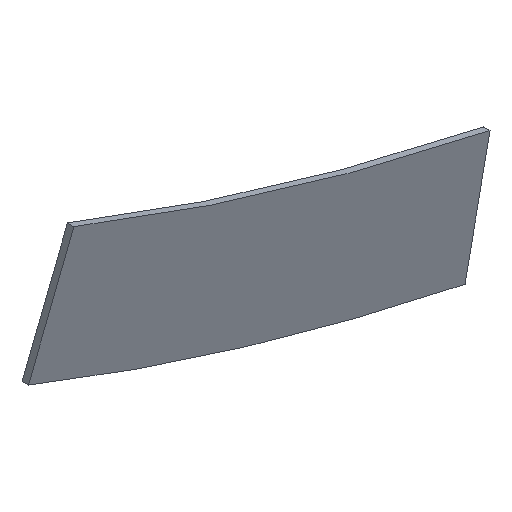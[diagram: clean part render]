
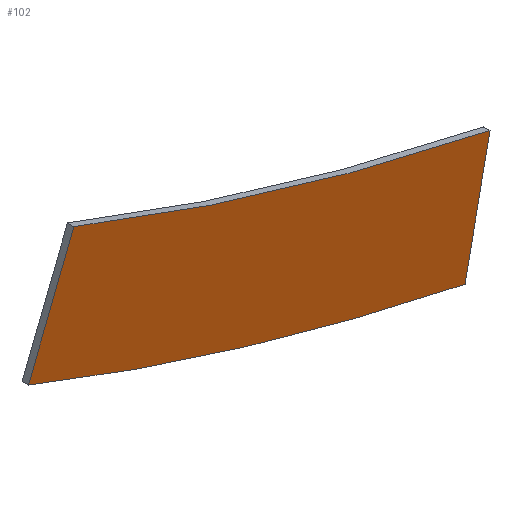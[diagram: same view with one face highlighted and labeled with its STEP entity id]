
A CAD part, isometric view. The second image highlights one B-rep face of the part: STEP entity #102.
In plain terms, the highlighted planar face has unit normal (0, -1, 0).
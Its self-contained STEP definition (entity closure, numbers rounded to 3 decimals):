
#18=PLANE('',#126);
#24=FACE_OUTER_BOUND('',#30,.T.);
#30=EDGE_LOOP('',(#91,#92,#93,#94));
#33=LINE('',#169,#41);
#37=LINE('',#180,#45);
#41=VECTOR('',#139,10.);
#45=VECTOR('',#151,10.);
#47=CIRCLE('',#118,392.9);
#49=CIRCLE('',#122,412.1);
#51=VERTEX_POINT('',#159);
#52=VERTEX_POINT('',#160);
#55=VERTEX_POINT('',#168);
#57=VERTEX_POINT('',#174);
#59=EDGE_CURVE('',#51,#52,#47,.T.);
#63=EDGE_CURVE('',#52,#55,#33,.T.);
#66=EDGE_CURVE('',#57,#55,#49,.T.);
#69=EDGE_CURVE('',#51,#57,#37,.T.);
#91=ORIENTED_EDGE('',*,*,#69,.F.);
#92=ORIENTED_EDGE('',*,*,#59,.T.);
#93=ORIENTED_EDGE('',*,*,#63,.T.);
#94=ORIENTED_EDGE('',*,*,#66,.F.);
#102=ADVANCED_FACE('',(#24),#18,.F.);
#118=AXIS2_PLACEMENT_3D('',#161,#131,#132);
#122=AXIS2_PLACEMENT_3D('',#175,#144,#145);
#126=AXIS2_PLACEMENT_3D('',#183,#155,#156);
#131=DIRECTION('center_axis',(0.,1.,0.));
#132=DIRECTION('ref_axis',(1.,0.,0.));
#139=DIRECTION('',(-0.37,0.,-0.929));
#144=DIRECTION('center_axis',(0.,1.,0.));
#145=DIRECTION('ref_axis',(1.,0.,0.));
#151=DIRECTION('',(-0.203,0.,-0.979));
#155=DIRECTION('center_axis',(0.,1.,0.));
#156=DIRECTION('ref_axis',(1.,0.,0.));
#159=CARTESIAN_POINT('',(-80.067,1.,-384.655));
#160=CARTESIAN_POINT('',(-144.902,1.,-365.204));
#161=CARTESIAN_POINT('Origin',(0.,1.,0.));
#168=CARTESIAN_POINT('',(-152.001,1.,-383.043));
#169=CARTESIAN_POINT('',(-144.754,1.,-364.832));
#174=CARTESIAN_POINT('',(-83.96,1.,-403.456));
#175=CARTESIAN_POINT('Origin',(0.,1.,0.));
#180=CARTESIAN_POINT('',(-79.986,1.,-384.264));
#183=CARTESIAN_POINT('Origin',(-116.034,1.,-384.33));
